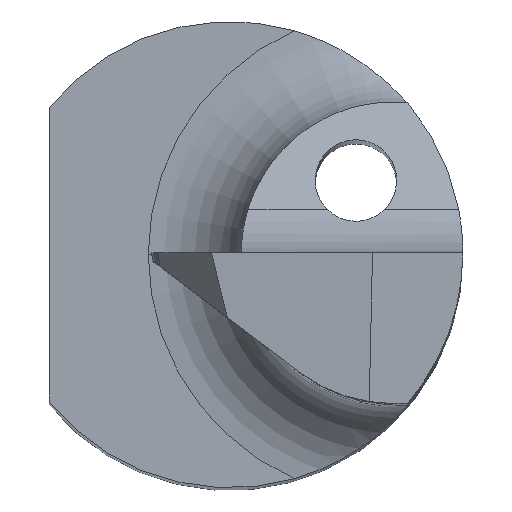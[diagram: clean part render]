
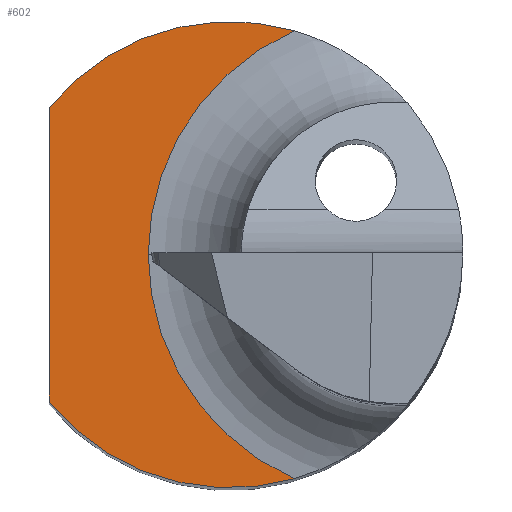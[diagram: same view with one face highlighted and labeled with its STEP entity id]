
A CAD part, top view. The second image highlights one B-rep face of the part: STEP entity #602.
In plain terms, the highlighted planar face has unit normal (0, 0, 1).
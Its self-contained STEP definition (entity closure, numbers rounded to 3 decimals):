
#6 = DIRECTION ( 'NONE',  ( 0., 1., 0. ) ) ;
#22 = CARTESIAN_POINT ( 'NONE',  ( 1.4, 0., 14. ) ) ;
#30 = EDGE_CURVE ( 'NONE', #102, #594, #360, .T. ) ;
#31 = CARTESIAN_POINT ( 'NONE',  ( 0.554, 1.922, 14. ) ) ;
#37 = CARTESIAN_POINT ( 'NONE',  ( -1.55, -1.264, 14. ) ) ;
#57 = ORIENTED_EDGE ( 'NONE', *, *, #779, .F. ) ;
#88 = CARTESIAN_POINT ( 'NONE',  ( 0.554, -1.922, 14. ) ) ;
#94 = VECTOR ( 'NONE', #6, 1000. ) ;
#99 = DIRECTION ( 'NONE',  ( 0., 0., -1. ) ) ;
#102 = VERTEX_POINT ( 'NONE', #88 ) ;
#140 = AXIS2_PLACEMENT_3D ( 'NONE', #156, #812, #803 ) ;
#156 = CARTESIAN_POINT ( 'NONE',  ( 0.402, -0.122, 14. ) ) ;
#158 = LINE ( 'NONE', #463, #94 ) ;
#191 = ORIENTED_EDGE ( 'NONE', *, *, #30, .F. ) ;
#216 = DIRECTION ( 'NONE',  ( 0., 0., -1. ) ) ;
#242 = DIRECTION ( 'NONE',  ( -1., 0., 0. ) ) ;
#252 = CIRCLE ( 'NONE', #373, 2.1 ) ;
#320 = AXIS2_PLACEMENT_3D ( 'NONE', #754, #216, #606 ) ;
#336 = CARTESIAN_POINT ( 'NONE',  ( 0., 0., 14. ) ) ;
#337 = DIRECTION ( 'NONE',  ( 0., 0., 1. ) ) ;
#360 = CIRCLE ( 'NONE', #443, 2. ) ;
#373 = AXIS2_PLACEMENT_3D ( 'NONE', #437, #337, #869 ) ;
#374 = CIRCLE ( 'NONE', #320, 2. ) ;
#422 = ORIENTED_EDGE ( 'NONE', *, *, #918, .F. ) ;
#437 = CARTESIAN_POINT ( 'NONE',  ( 1.4, 0., 14. ) ) ;
#443 = AXIS2_PLACEMENT_3D ( 'NONE', #336, #99, #242 ) ;
#463 = CARTESIAN_POINT ( 'NONE',  ( -1.55, 1.264, 14. ) ) ;
#479 = EDGE_LOOP ( 'NONE', ( #874, #422, #191, #57, #831 ) ) ;
#551 = CARTESIAN_POINT ( 'NONE',  ( -1.55, 1.264, 14. ) ) ;
#594 = VERTEX_POINT ( 'NONE', #37 ) ;
#602 = ADVANCED_FACE ( 'NONE', ( #617 ), #832, .T. ) ;
#606 = DIRECTION ( 'NONE',  ( -1., 0., 0. ) ) ;
#617 = FACE_OUTER_BOUND ( 'NONE', #479, .T. ) ;
#634 = EDGE_CURVE ( 'NONE', #792, #821, #252, .T. ) ;
#714 = DIRECTION ( 'NONE',  ( -1., 0., 0. ) ) ;
#721 = DIRECTION ( 'NONE',  ( 0., 0., 1. ) ) ;
#732 = EDGE_CURVE ( 'NONE', #733, #792, #374, .T. ) ;
#733 = VERTEX_POINT ( 'NONE', #551 ) ;
#754 = CARTESIAN_POINT ( 'NONE',  ( 0., 0., 14. ) ) ;
#771 = AXIS2_PLACEMENT_3D ( 'NONE', #22, #721, #714 ) ;
#779 = EDGE_CURVE ( 'NONE', #821, #102, #860, .T. ) ;
#792 = VERTEX_POINT ( 'NONE', #31 ) ;
#803 = DIRECTION ( 'NONE',  ( -1., 0., 0. ) ) ;
#812 = DIRECTION ( 'NONE',  ( 0., 0., 1. ) ) ;
#821 = VERTEX_POINT ( 'NONE', #934 ) ;
#831 = ORIENTED_EDGE ( 'NONE', *, *, #634, .F. ) ;
#832 = PLANE ( 'NONE',  #140 ) ;
#860 = CIRCLE ( 'NONE', #771, 2.1 ) ;
#869 = DIRECTION ( 'NONE',  ( -1., 0., 0. ) ) ;
#874 = ORIENTED_EDGE ( 'NONE', *, *, #732, .F. ) ;
#918 = EDGE_CURVE ( 'NONE', #594, #733, #158, .T. ) ;
#934 = CARTESIAN_POINT ( 'NONE',  ( -0.7, 0., 14. ) ) ;
